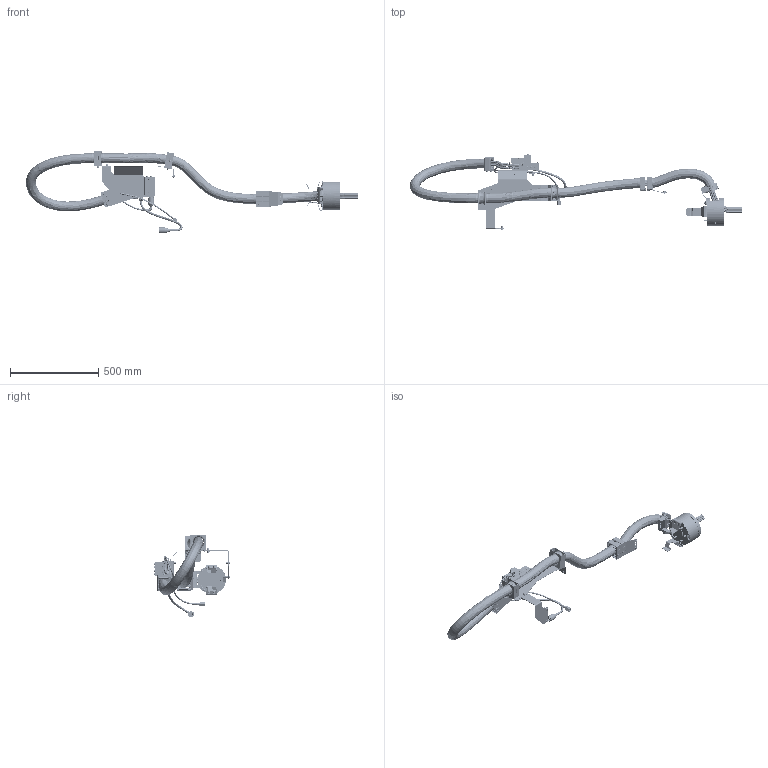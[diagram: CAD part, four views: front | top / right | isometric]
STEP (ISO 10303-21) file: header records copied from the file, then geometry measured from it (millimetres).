
FILE_DESCRIPTION (( 'STEP AP203' ), '1' );
FILE_NAME ('TS132-411.STEP', '2020-10-21T06:09:07', ( '' ), ( '' ), 'SwSTEP 2.0', 'SolidWorks 2019', '' );
FILE_SCHEMA (( 'CONFIG_CONTROL_DESIGN' ));
Products named in the file (1): TS132-411
Bounding box: 1879.48 x 433.54 x 468.03 mm (x, y, z)
Volume: 5162100.6 mm3; surface area: 2961986.1 mm2
Topology: 140 solids, 143 shells, 8278 faces, 20781 edges, 13133 vertices
Faces by surface type: plane 3016, cylinder 2569, bspline 1842, cone 426, torus 311, sphere 114
Entity records: 562664 total; most frequent: CARTESIAN_POINT 374245, ORIENTED_EDGE 41150, DIRECTION 35762, EDGE_CURVE 20575, VERTEX_POINT 13123, AXIS2_PLACEMENT_3D 12973, VECTOR 9816, LINE 9816
